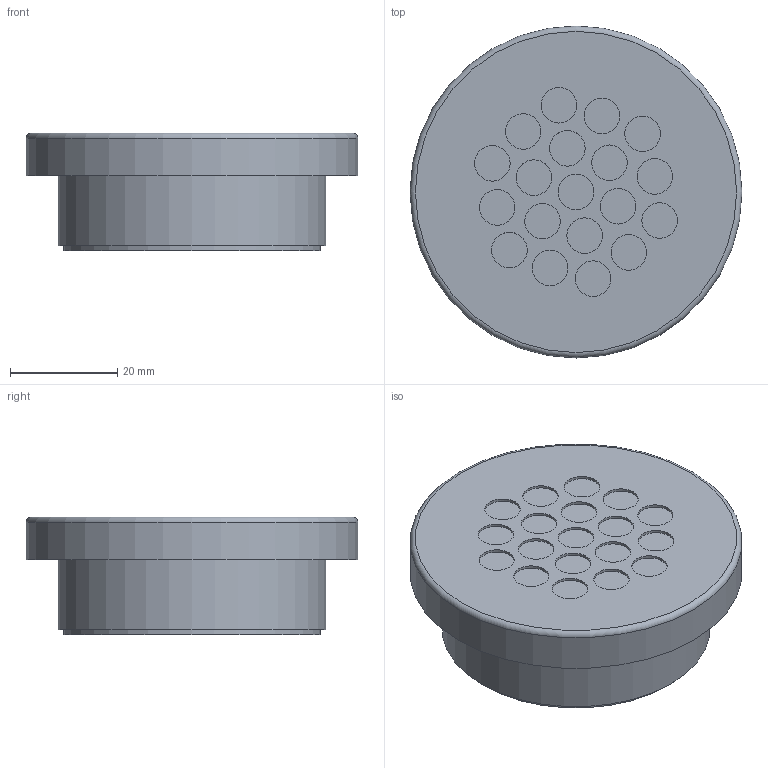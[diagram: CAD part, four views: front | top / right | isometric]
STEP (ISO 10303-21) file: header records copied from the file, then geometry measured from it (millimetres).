
FILE_DESCRIPTION(('STEP AP203'), '1');
FILE_NAME('MTC-DPZ5019', '2025-10-31T12:49:24', (' '), (' '), 'C3D Converter', 'C3D Toolkit', '');
FILE_SCHEMA(('CONFIG_CONTROL_DESIGN'));
Length unit declared in the file: millimetre
Products named in the file (3): 43758_PART1; 43758_PART2
Assembly tree (2 placements, depth 2):
  (unnamed)
    43758_PART1
    43758_PART2
Bounding box: 62 x 62 x 22 mm (x, y, z)
Volume: 29831.1 mm3; surface area: 12724 mm2
Topology: 2 solids, 2 shells, 48 faces, 75 edges, 51 vertices
Faces by surface type: plane 24, cylinder 23, torus 1
Full cylindrical faces by diameter (mm): 6.626 x19, 44 x1, 48 x1, 50 x1, 62 x1
Entity records: 1525 total; most frequent: DIRECTION 204, CARTESIAN_POINT 153, AXIS2_PLACEMENT_3D 102, ORIENTED_EDGE 102, EDGE_LOOP 94, FACE_BOUND 51, EDGE_CURVE 51, VERTEX_POINT 51
